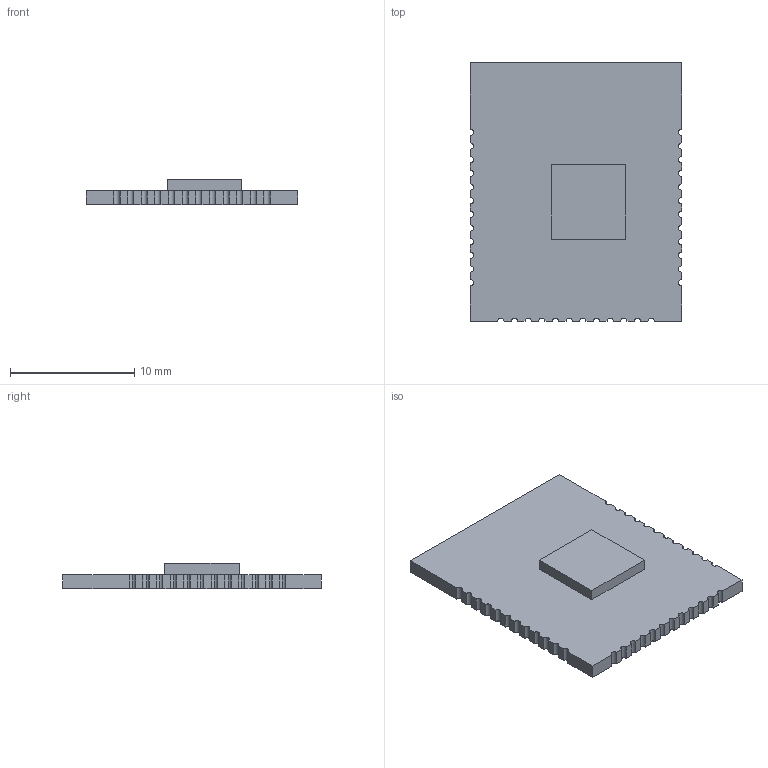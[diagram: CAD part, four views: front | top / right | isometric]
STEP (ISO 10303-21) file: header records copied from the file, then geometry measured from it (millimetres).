
FILE_DESCRIPTION(('Open CASCADE Model'),'2;1');
FILE_NAME('Open CASCADE Shape Model','2019-07-05T18:04:45',('Author'),( 'Open CASCADE'),'Open CASCADE STEP processor 6.8','Open CASCADE 6.8' ,'Unknown');
FILE_SCHEMA(('AUTOMOTIVE_DESIGN { 1 0 10303 214 1 1 1 1 }'));
Length unit declared in the file: millimetre
Products named in the file (1): PCB
Bounding box: 17 x 20.8 x 2.02 mm (x, y, z)
Volume: 457.7 mm3; surface area: 983.7 mm2
Topology: 3 solids, 3 shells, 102 faces, 288 edges, 192 vertices
Faces by surface type: plane 54, cylinder 48
Entity records: 3358 total; most frequent: DIRECTION 590, CARTESIAN_POINT 583, ORIENTED_EDGE 576, EDGE_CURVE 288, AXIS2_PLACEMENT_3D 199, VERTEX_POINT 192, LINE 192, VECTOR 192
